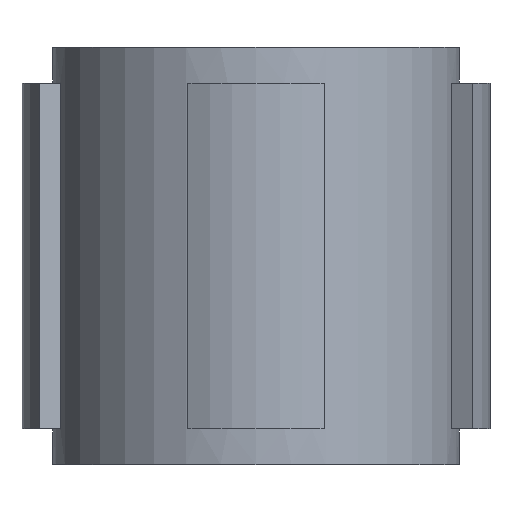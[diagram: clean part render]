
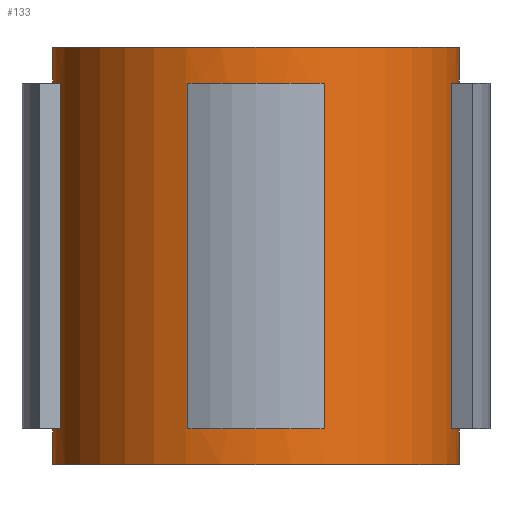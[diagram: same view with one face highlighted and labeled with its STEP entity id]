
A CAD part, front view. The second image highlights one B-rep face of the part: STEP entity #133.
In plain terms, the highlighted cylindrical face has radius 20 mm (diameter 40 mm), a partial arc.
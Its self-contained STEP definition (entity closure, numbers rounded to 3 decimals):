
#133=ADVANCED_FACE('',(#273,#274),#275,.T.);
#273=FACE_OUTER_BOUND('',#413,.T.);
#274=FACE_BOUND('',#414,.T.);
#275=CYLINDRICAL_SURFACE('',#415,20.0);
#413=EDGE_LOOP('',(#735,#736,#737,#738,#739,#740,#741,#742,#743,#744,#745,#746));
#414=EDGE_LOOP('',(#747,#748,#749,#750));
#415=AXIS2_PLACEMENT_3D('',#751,#752,#753);
#735=ORIENTED_EDGE('',*,*,#834,.T.);
#736=ORIENTED_EDGE('',*,*,#923,.F.);
#737=ORIENTED_EDGE('',*,*,#951,.T.);
#738=ORIENTED_EDGE('',*,*,#906,.F.);
#739=ORIENTED_EDGE('',*,*,#842,.T.);
#740=ORIENTED_EDGE('',*,*,#890,.T.);
#741=ORIENTED_EDGE('',*,*,#840,.T.);
#742=ORIENTED_EDGE('',*,*,#897,.F.);
#743=ORIENTED_EDGE('',*,*,#949,.F.);
#744=ORIENTED_EDGE('',*,*,#932,.F.);
#745=ORIENTED_EDGE('',*,*,#836,.T.);
#746=ORIENTED_EDGE('',*,*,#921,.T.);
#747=ORIENTED_EDGE('',*,*,#892,.F.);
#748=ORIENTED_EDGE('',*,*,#952,.F.);
#749=ORIENTED_EDGE('',*,*,#937,.F.);
#750=ORIENTED_EDGE('',*,*,#953,.T.);
#751=CARTESIAN_POINT('',(0.0,0.,-17.0));
#752=DIRECTION('',(0.0,0.,-1.0));
#753=DIRECTION('',(1.0,0.0,0.0));
#834=EDGE_CURVE('',#993,#994,#995,.T.);
#836=EDGE_CURVE('',#998,#996,#999,.T.);
#840=EDGE_CURVE('',#1006,#1004,#1007,.T.);
#842=EDGE_CURVE('',#1010,#1008,#1011,.T.);
#890=EDGE_CURVE('',#1008,#1006,#1083,.T.);
#892=EDGE_CURVE('',#1085,#1086,#1087,.T.);
#897=EDGE_CURVE('',#1094,#1004,#1095,.T.);
#906=EDGE_CURVE('',#1010,#1107,#1108,.T.);
#921=EDGE_CURVE('',#996,#993,#1126,.T.);
#923=EDGE_CURVE('',#1128,#994,#1129,.T.);
#932=EDGE_CURVE('',#998,#1141,#1142,.T.);
#937=EDGE_CURVE('',#1148,#1149,#1150,.T.);
#949=EDGE_CURVE('',#1141,#1094,#1164,.T.);
#951=EDGE_CURVE('',#1128,#1107,#1166,.T.);
#952=EDGE_CURVE('',#1149,#1085,#1167,.T.);
#953=EDGE_CURVE('',#1148,#1086,#1168,.T.);
#993=VERTEX_POINT('',#1214);
#994=VERTEX_POINT('',#1215);
#995=LINE('',#1216,#1217);
#996=VERTEX_POINT('',#1218);
#998=VERTEX_POINT('',#1220);
#999=LINE('',#1221,#1222);
#1004=VERTEX_POINT('',#1228);
#1006=VERTEX_POINT('',#1230);
#1007=LINE('',#1231,#1232);
#1008=VERTEX_POINT('',#1233);
#1010=VERTEX_POINT('',#1235);
#1011=LINE('',#1236,#1237);
#1083=CIRCLE('',#1324,20.0);
#1085=VERTEX_POINT('',#1326);
#1086=VERTEX_POINT('',#1327);
#1087=CIRCLE('',#1328,20.0);
#1094=VERTEX_POINT('',#1337);
#1095=CIRCLE('',#1338,20.0);
#1107=VERTEX_POINT('',#1354);
#1108=CIRCLE('',#1355,20.0);
#1126=CIRCLE('',#1375,20.0);
#1128=VERTEX_POINT('',#1377);
#1129=CIRCLE('',#1378,20.0);
#1141=VERTEX_POINT('',#1394);
#1142=CIRCLE('',#1395,20.0);
#1148=VERTEX_POINT('',#1403);
#1149=VERTEX_POINT('',#1404);
#1150=CIRCLE('',#1405,20.0);
#1164=LINE('',#1424,#1425);
#1166=LINE('',#1427,#1428);
#1167=LINE('',#1429,#1430);
#1168=LINE('',#1431,#1432);
#1214=CARTESIAN_POINT('',(20.0,0.,-20.5));
#1215=CARTESIAN_POINT('',(20.0,0.,-17.0));
#1216=CARTESIAN_POINT('',(20.0,0.,-17.0));
#1217=VECTOR('',#1472,1.0);
#1218=CARTESIAN_POINT('',(-20.0,0.,-20.5));
#1220=CARTESIAN_POINT('',(-20.0,0.,-17.0));
#1221=CARTESIAN_POINT('',(-20.0,0.,-17.0));
#1222=VECTOR('',#1476,1.0);
#1228=CARTESIAN_POINT('',(-20.0,0.,17.0));
#1230=CARTESIAN_POINT('',(-20.0,0.,20.5));
#1231=CARTESIAN_POINT('',(-20.0,0.,-17.0));
#1232=VECTOR('',#1484,1.0);
#1233=CARTESIAN_POINT('',(20.0,0.,20.5));
#1235=CARTESIAN_POINT('',(20.0,0.,17.0));
#1236=CARTESIAN_POINT('',(20.0,0.,-17.0));
#1237=VECTOR('',#1488,1.0);
#1324=AXIS2_PLACEMENT_3D('',#1564,#1565,#1566);
#1326=CARTESIAN_POINT('',(5.498,-19.229,17.0));
#1327=CARTESIAN_POINT('',(-5.498,-19.229,17.0));
#1328=AXIS2_PLACEMENT_3D('',#1567,#1568,#1569);
#1337=CARTESIAN_POINT('',(-19.229,-5.498,17.0));
#1338=AXIS2_PLACEMENT_3D('',#1575,#1576,#1577);
#1354=CARTESIAN_POINT('',(19.229,-5.498,17.0));
#1355=AXIS2_PLACEMENT_3D('',#1588,#1589,#1590);
#1375=AXIS2_PLACEMENT_3D('',#1614,#1615,#1616);
#1377=CARTESIAN_POINT('',(19.229,-5.498,-17.0));
#1378=AXIS2_PLACEMENT_3D('',#1617,#1618,#1619);
#1394=CARTESIAN_POINT('',(-19.229,-5.498,-17.0));
#1395=AXIS2_PLACEMENT_3D('',#1630,#1631,#1632);
#1403=CARTESIAN_POINT('',(-5.498,-19.229,-17.0));
#1404=CARTESIAN_POINT('',(5.498,-19.229,-17.0));
#1405=AXIS2_PLACEMENT_3D('',#1638,#1639,#1640);
#1424=CARTESIAN_POINT('',(-19.229,-5.498,-17.0));
#1425=VECTOR('',#1649,34.0);
#1427=CARTESIAN_POINT('',(19.229,-5.498,-17.0));
#1428=VECTOR('',#1650,34.0);
#1429=CARTESIAN_POINT('',(5.498,-19.229,-17.0));
#1430=VECTOR('',#1651,34.0);
#1431=CARTESIAN_POINT('',(-5.498,-19.229,-17.0));
#1432=VECTOR('',#1652,34.0);
#1472=DIRECTION('',(-0.0,0.,1.0));
#1476=DIRECTION('',(0.0,0.,-1.0));
#1484=DIRECTION('',(0.0,0.,-1.0));
#1488=DIRECTION('',(-0.0,0.,1.0));
#1564=CARTESIAN_POINT('',(0.0,0.,20.5));
#1565=DIRECTION('',(-0.0,0.,-1.0));
#1566=DIRECTION('',(-1.0,0.0,0.0));
#1567=CARTESIAN_POINT('',(0.0,0.,17.0));
#1568=DIRECTION('',(-0.0,0.,-1.0));
#1569=DIRECTION('',(-1.0,0.0,0.0));
#1575=CARTESIAN_POINT('',(0.0,0.,17.0));
#1576=DIRECTION('',(-0.0,0.,-1.0));
#1577=DIRECTION('',(-1.0,0.0,0.0));
#1588=CARTESIAN_POINT('',(0.0,0.,17.0));
#1589=DIRECTION('',(-0.0,0.,-1.0));
#1590=DIRECTION('',(-1.0,0.0,0.0));
#1614=CARTESIAN_POINT('',(0.0,0.,-20.5));
#1615=DIRECTION('',(0.0,0.,1.0));
#1616=DIRECTION('',(-1.0,0.0,0.0));
#1617=CARTESIAN_POINT('',(0.0,0.,-17.0));
#1618=DIRECTION('',(0.0,0.,1.0));
#1619=DIRECTION('',(-1.0,0.0,0.0));
#1630=CARTESIAN_POINT('',(0.0,0.,-17.0));
#1631=DIRECTION('',(0.0,0.,1.0));
#1632=DIRECTION('',(-1.0,0.0,0.0));
#1638=CARTESIAN_POINT('',(0.0,0.,-17.0));
#1639=DIRECTION('',(0.0,0.,1.0));
#1640=DIRECTION('',(-1.0,0.0,0.0));
#1649=DIRECTION('',(0.0,0.,1.0));
#1650=DIRECTION('',(0.0,0.,1.0));
#1651=DIRECTION('',(0.0,0.,1.0));
#1652=DIRECTION('',(0.0,0.,1.0));
